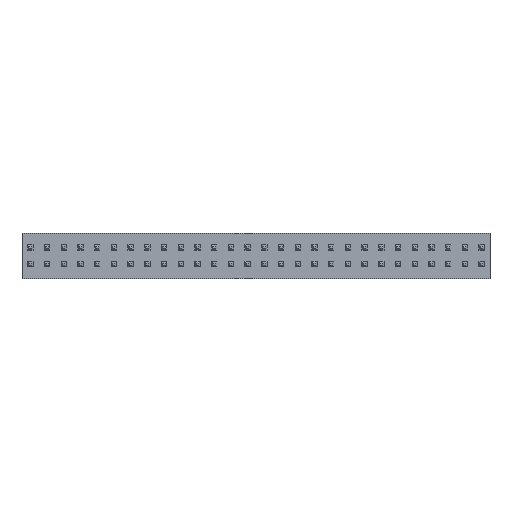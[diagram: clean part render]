
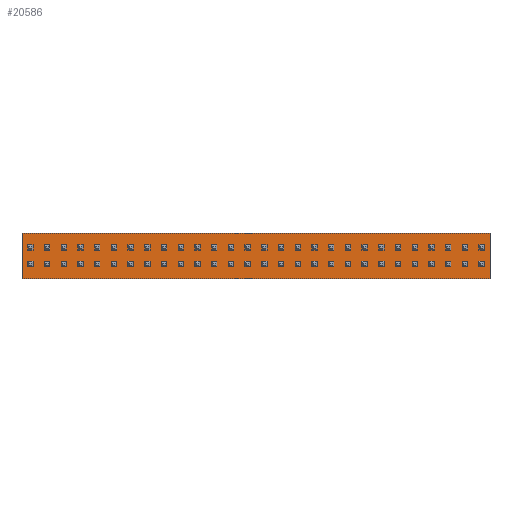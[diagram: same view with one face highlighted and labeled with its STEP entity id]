
A CAD part, top view. The second image highlights one B-rep face of the part: STEP entity #20586.
In plain terms, the highlighted face is planar.
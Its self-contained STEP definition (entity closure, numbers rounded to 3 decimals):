
#20454 = EDGE_CURVE('',#20455,#20457,#20459,.T.);
#20455 = VERTEX_POINT('',#20456);
#20456 = CARTESIAN_POINT('',(-17.78,1.778,-1.715));
#20457 = VERTEX_POINT('',#20458);
#20458 = CARTESIAN_POINT('',(-17.78,1.778,1.715));
#20459 = LINE('',#20460,#20461);
#20460 = CARTESIAN_POINT('',(-17.78,1.778,-1.715));
#20461 = VECTOR('',#20462,1.);
#20462 = DIRECTION('',(0.,0.,1.));
#20494 = EDGE_CURVE('',#20457,#20495,#20497,.T.);
#20495 = VERTEX_POINT('',#20496);
#20496 = CARTESIAN_POINT('',(17.78,1.778,1.715));
#20497 = LINE('',#20498,#20499);
#20498 = CARTESIAN_POINT('',(-17.78,1.778,1.715));
#20499 = VECTOR('',#20500,1.);
#20500 = DIRECTION('',(1.,0.,0.));
#20525 = EDGE_CURVE('',#20495,#20526,#20528,.T.);
#20526 = VERTEX_POINT('',#20527);
#20527 = CARTESIAN_POINT('',(17.78,1.778,-1.715));
#20528 = LINE('',#20529,#20530);
#20529 = CARTESIAN_POINT('',(17.78,1.778,1.715));
#20530 = VECTOR('',#20531,1.);
#20531 = DIRECTION('',(0.,0.,-1.));
#20556 = EDGE_CURVE('',#20526,#20455,#20557,.T.);
#20557 = LINE('',#20558,#20559);
#20558 = CARTESIAN_POINT('',(17.78,1.778,-1.715));
#20559 = VECTOR('',#20560,1.);
#20560 = DIRECTION('',(-1.,0.,0.));
#20586 = ADVANCED_FACE('',(#20587),#20593,.T.);
#20587 = FACE_BOUND('',#20588,.T.);
#20588 = EDGE_LOOP('',(#20589,#20590,#20591,#20592));
#20589 = ORIENTED_EDGE('',*,*,#20454,.T.);
#20590 = ORIENTED_EDGE('',*,*,#20494,.T.);
#20591 = ORIENTED_EDGE('',*,*,#20525,.T.);
#20592 = ORIENTED_EDGE('',*,*,#20556,.T.);
#20593 = PLANE('',#20594);
#20594 = AXIS2_PLACEMENT_3D('',#20595,#20596,#20597);
#20595 = CARTESIAN_POINT('',(0.,1.778,0.));
#20596 = DIRECTION('',(0.,1.,0.));
#20597 = DIRECTION('',(0.,-0.,1.));
